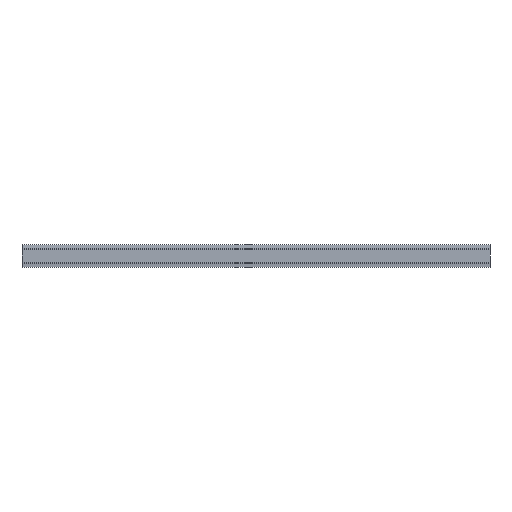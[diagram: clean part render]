
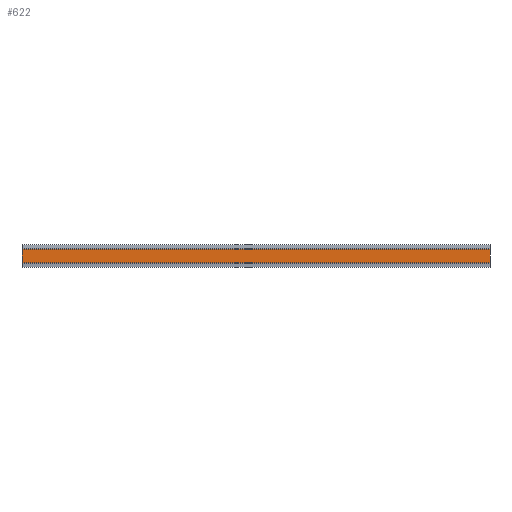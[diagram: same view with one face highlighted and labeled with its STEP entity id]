
A CAD part, front view. The second image highlights one B-rep face of the part: STEP entity #622.
In plain terms, the highlighted planar face has unit normal (0, -1, 0).
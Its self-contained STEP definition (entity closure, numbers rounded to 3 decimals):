
#87 = CARTESIAN_POINT ( 'NONE',  ( 250., -4.2, -9.7 ) ) ;
#191 = CARTESIAN_POINT ( 'NONE',  ( -250., -4.2, 0. ) ) ;
#283 = FACE_OUTER_BOUND ( 'NONE', #1073, .T. ) ;
#445 = CARTESIAN_POINT ( 'NONE',  ( 250., -4.2, 9.7 ) ) ;
#564 = EDGE_CURVE ( 'NONE', #3108, #2867, #3781, .T. ) ;
#622 = ADVANCED_FACE ( 'NONE', ( #283 ), #3931, .T. ) ;
#759 = DIRECTION ( 'NONE',  ( -1., 0., 0. ) ) ;
#832 = VECTOR ( 'NONE', #3504, 1000. ) ;
#1070 = VERTEX_POINT ( 'NONE', #3548 ) ;
#1073 = EDGE_LOOP ( 'NONE', ( #2580, #3705, #2239, #1226 ) ) ;
#1226 = ORIENTED_EDGE ( 'NONE', *, *, #564, .T. ) ;
#1257 = LINE ( 'NONE', #191, #832 ) ;
#1610 = DIRECTION ( 'NONE',  ( 0., 0., 1. ) ) ;
#1826 = EDGE_CURVE ( 'NONE', #1070, #3108, #2244, .T. ) ;
#1834 = CARTESIAN_POINT ( 'NONE',  ( 250., -4.2, 9.7 ) ) ;
#1878 = AXIS2_PLACEMENT_3D ( 'NONE', #3209, #3614, #2303 ) ;
#1923 = CARTESIAN_POINT ( 'NONE',  ( 250., -4.2, 0. ) ) ;
#1996 = VECTOR ( 'NONE', #759, 1000. ) ;
#2239 = ORIENTED_EDGE ( 'NONE', *, *, #1826, .T. ) ;
#2244 = LINE ( 'NONE', #1923, #3985 ) ;
#2303 = DIRECTION ( 'NONE',  ( 0., 0., -1. ) ) ;
#2459 = CARTESIAN_POINT ( 'NONE',  ( -250., -4.2, 9.7 ) ) ;
#2544 = CARTESIAN_POINT ( 'NONE',  ( -250., -4.2, -9.7 ) ) ;
#2580 = ORIENTED_EDGE ( 'NONE', *, *, #2892, .F. ) ;
#2613 = VECTOR ( 'NONE', #3448, 1000. ) ;
#2867 = VERTEX_POINT ( 'NONE', #2459 ) ;
#2892 = EDGE_CURVE ( 'NONE', #4077, #2867, #1257, .T. ) ;
#3014 = LINE ( 'NONE', #87, #1996 ) ;
#3108 = VERTEX_POINT ( 'NONE', #445 ) ;
#3209 = CARTESIAN_POINT ( 'NONE',  ( 250., -4.2, 0. ) ) ;
#3448 = DIRECTION ( 'NONE',  ( -1., 0., 0. ) ) ;
#3504 = DIRECTION ( 'NONE',  ( 0., 0., 1. ) ) ;
#3548 = CARTESIAN_POINT ( 'NONE',  ( 250., -4.2, -9.7 ) ) ;
#3614 = DIRECTION ( 'NONE',  ( 0., -1., 0. ) ) ;
#3705 = ORIENTED_EDGE ( 'NONE', *, *, #4000, .F. ) ;
#3781 = LINE ( 'NONE', #1834, #2613 ) ;
#3931 = PLANE ( 'NONE',  #1878 ) ;
#3985 = VECTOR ( 'NONE', #1610, 1000. ) ;
#4000 = EDGE_CURVE ( 'NONE', #1070, #4077, #3014, .T. ) ;
#4077 = VERTEX_POINT ( 'NONE', #2544 ) ;
